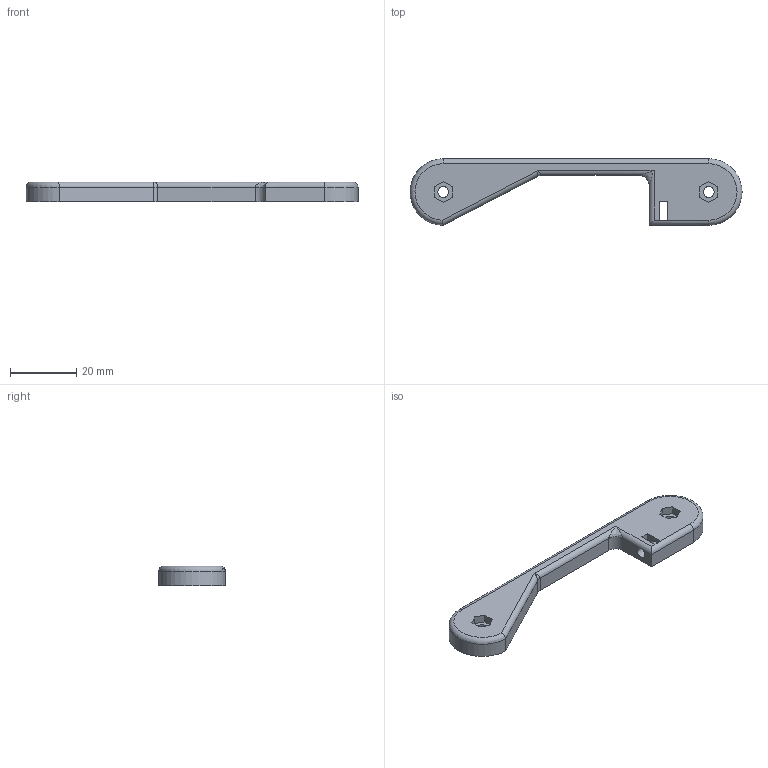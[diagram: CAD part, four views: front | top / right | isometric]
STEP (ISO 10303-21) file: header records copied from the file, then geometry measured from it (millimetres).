
FILE_DESCRIPTION(('CATIA V5 STEP Exchange'),'2;1');
FILE_NAME('body1.stp','2018-04-21T17:43:12+00:00',('none'),('none'),'CATIA Version 5 Release 20 GA (IN-10)','CATIA V5 STEP AP203','none');
FILE_SCHEMA(('CONFIG_CONTROL_DESIGN'));
Length unit declared in the file: millimetre
Products named in the file (1): Part2
Bounding box: 100 x 20 x 6 mm (x, y, z)
Volume: 6778.7 mm3; surface area: 3939.9 mm2
Topology: 1 solids, 1 shells, 47 faces, 121 edges, 75 vertices
Faces by surface type: plane 26, cylinder 17, torus 2, bspline 2
Entity records: 1648 total; most frequent: CARTESIAN_POINT 508, ORIENTED_EDGE 238, DIRECTION 190, EDGE_CURVE 119, VECTOR 82, LINE 82, VERTEX_POINT 75, AXIS2_PLACEMENT_3D 69
